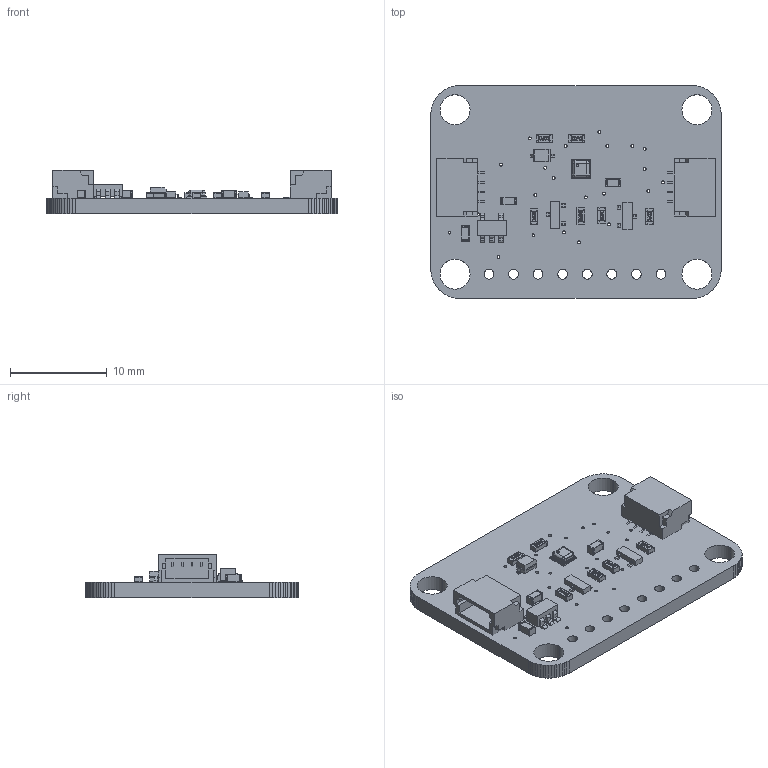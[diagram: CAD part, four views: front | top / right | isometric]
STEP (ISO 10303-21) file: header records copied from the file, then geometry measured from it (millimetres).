
FILE_DESCRIPTION(('PCB Model'),'2;1');
FILE_NAME('EVE BMP384.STEP', '2021-09-21T10:06:58',('pritesh'),('Unspecified'), 'Open CASCADE STEP processor 6.8','Proteus','Unknown');
FILE_SCHEMA(('AUTOMOTIVE_DESIGN { 1 0 10303 214 1 1 1 1 }'));
Length unit declared in the file: millimetre
Products named in the file (73): Open CASCADE STEP translator 6.8 1; Layer_1; J2; Open CASCADE STEP translator 6.8 1.2.1; Body_1; J3; Open CASCADE STEP translator 6.8 1.3.1; U2; Open CASCADE STEP translator 6.8 1.4.1; Pin_1; Pin_2; Pin_3; Pin_4; Pin_5; U1; Open CASCADE STEP translator 6.8 1.5.1; =>[0:1:1:3]; =>[0:1:1:4]; =>[0:1:1:5]; =>[0:1:1:6]; =>[0:1:1:7]; =>[0:1:1:8]; =>[0:1:1:9]; =>[0:1:1:10]; =>[0:1:1:11]; =>[0:1:1:12]; =>[0:1:1:13]; =>[0:1:1:14]; =>[0:1:1:15]; C1; Open CASCADE STEP translator 6.8 1.6.1; Part_3; Part_2; Part_1; C2; Open CASCADE STEP translator 6.8 1.7.1; C3; Open CASCADE STEP translator 6.8 1.8.1; D1; Open CASCADE STEP translator 6.8 1.9.1 ...
Assembly tree (85 placements, depth 5):
  Open CASCADE STEP translator 6.8 1
    Layer_1
    J2
      Open CASCADE STEP translator 6.8 1.2.1
        Body_1
    J3
      Open CASCADE STEP translator 6.8 1.3.1
        Body_1
    U2
      Open CASCADE STEP translator 6.8 1.4.1
        Body_1
        Pin_1
        Pin_2
        Pin_3
        Pin_4
        Pin_5
    U1
      Open CASCADE STEP translator 6.8 1.5.1
        Body_1
          =>[0:1:1:3]
          =>[0:1:1:4]
          =>[0:1:1:5]
          =>[0:1:1:6]
          =>[0:1:1:7]
          =>[0:1:1:8]
          =>[0:1:1:9]
          =>[0:1:1:10]
          =>[0:1:1:11]
          =>[0:1:1:12]
          =>[0:1:1:13]
          =>[0:1:1:14]
          =>[0:1:1:15]
    C1
      Open CASCADE STEP translator 6.8 1.6.1
        Body_1
          Part_3
          Part_2
          Part_1
    C2
      Open CASCADE STEP translator 6.8 1.7.1
        Body_1
          Part_3
          Part_2
          Part_1
    C3
      Open CASCADE STEP translator 6.8 1.8.1
        Body_1
          Part_3
          Part_2
          Part_1
    D1
      Open CASCADE STEP translator 6.8 1.9.1
        Body_1
          =>[0:1:1:2]
          =>[0:1:1:3]
          =>[0:1:1:4]
    R1
      Open CASCADE STEP translator 6.8 1.10.1
        Body_1
          =>[0:1:1:3]
Bounding box: 30 x 22 x 4.46 mm (x, y, z)
Volume: 1095 mm3; surface area: 2040.7 mm2
Topology: 66 solids, 66 shells, 1409 faces, 3539 edges, 2294 vertices
Faces by surface type: plane 914, bspline 246, cylinder 209, sphere 32, torus 8
Entity records: 28157 total; most frequent: CARTESIAN_POINT 6715, ORIENTED_EDGE 3568, DIRECTION 3506, EDGE_CURVE 1784, LINE 1328, VECTOR 1328, VERTEX_POINT 1162, AXIS2_PLACEMENT_3D 1089
